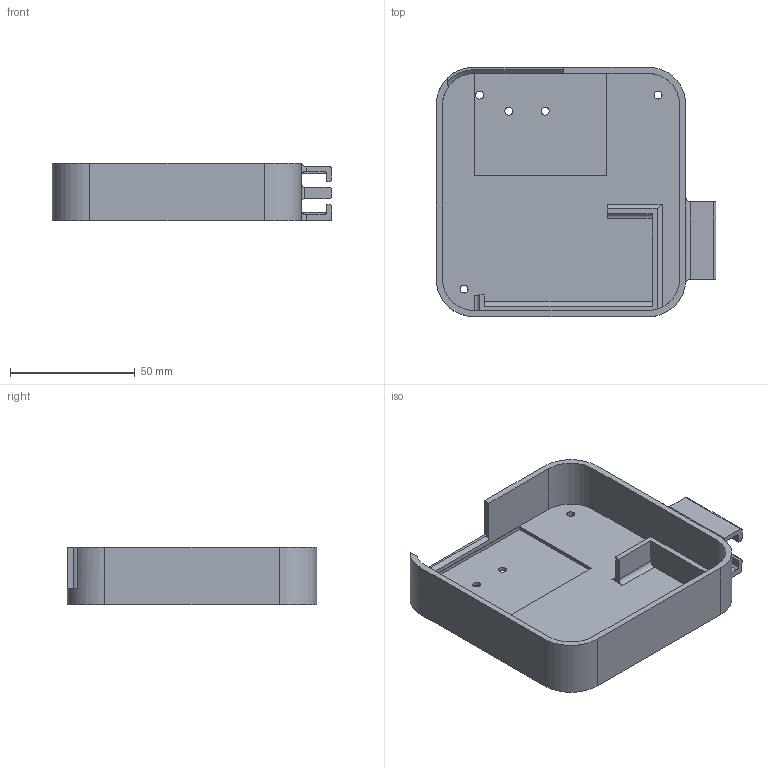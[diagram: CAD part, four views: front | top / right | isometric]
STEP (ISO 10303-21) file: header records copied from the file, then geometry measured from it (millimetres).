
FILE_DESCRIPTION(/* description */ (''),/* implementation_level */ '2;1');
FILE_NAME(/* name */ 'dabba_sarn.step',/* time_stamp */ '2025-12-24T23:59:48+05:30',/* author */ (''),/* organization */ (''),/* preprocessor_version */ 'ST-DEVELOPER v20.1',/* originating_system */ 'Autodesk Translation Framework v14.21.0.0',/* authorisation */ '');
FILE_SCHEMA (('AUTOMOTIVE_DESIGN { 1 0 10303 214 3 1 1 }'));
Length unit declared in the file: millimetre
Products named in the file (1): (Unsaved)
Bounding box: 112 x 100 x 23 mm (x, y, z)
Volume: 47672.9 mm3; surface area: 37642.9 mm2
Topology: 1 solids, 1 shells, 94 faces, 263 edges, 173 vertices
Faces by surface type: plane 56, cylinder 35, bspline 2, cone 1
Full cylindrical faces by diameter (mm): 3.2 x5
Entity records: 3149 total; most frequent: CARTESIAN_POINT 636, ORIENTED_EDGE 526, DIRECTION 510, EDGE_CURVE 263, LINE 180, VECTOR 180, VERTEX_POINT 173, AXIS2_PLACEMENT_3D 165
